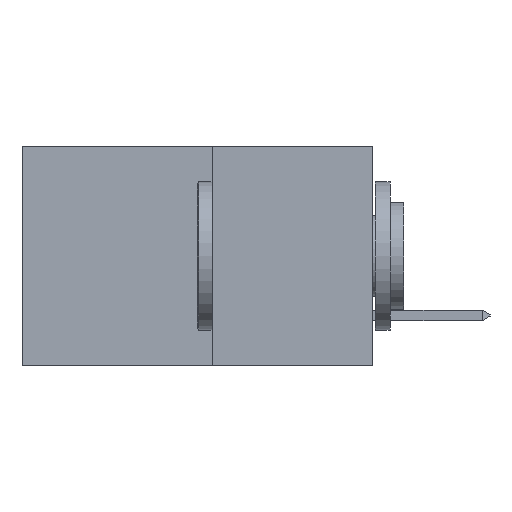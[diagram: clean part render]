
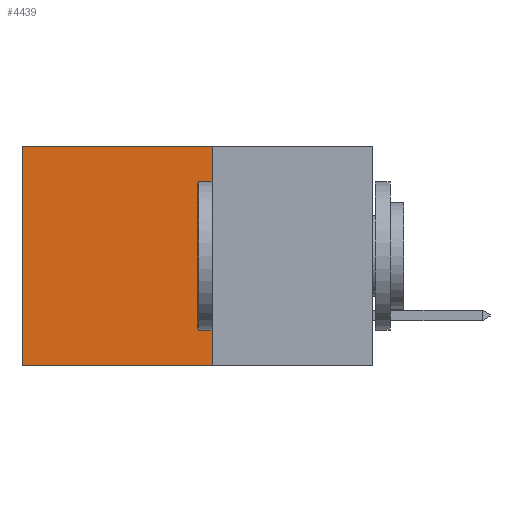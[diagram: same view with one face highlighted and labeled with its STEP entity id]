
A CAD part, left-side view. The second image highlights one B-rep face of the part: STEP entity #4439.
In plain terms, the highlighted planar face has unit normal (-1, 0, 0).
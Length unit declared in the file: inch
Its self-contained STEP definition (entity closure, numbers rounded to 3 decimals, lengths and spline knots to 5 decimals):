
#315 = CARTESIAN_POINT ( 'NONE',  ( 0.277, 0.27, -0.37 ) ) ;
#623 = LINE ( 'NONE', #4593, #3464 ) ;
#721 = LINE ( 'NONE', #5760, #7838 ) ;
#883 = CARTESIAN_POINT ( 'NONE',  ( 0.277, 0.27, -0.37 ) ) ;
#893 = DIRECTION ( 'NONE',  ( 0., 0., -1. ) ) ;
#1075 = VERTEX_POINT ( 'NONE', #4308 ) ;
#1726 = DIRECTION ( 'NONE',  ( 0., 1., 0. ) ) ;
#1757 = FACE_OUTER_BOUND ( 'NONE', #3340, .T. ) ;
#1943 = EDGE_CURVE ( 'NONE', #1075, #6529, #623, .T. ) ;
#2095 = ORIENTED_EDGE ( 'NONE', *, *, #8615, .T. ) ;
#2661 = DIRECTION ( 'NONE',  ( 0., 0., -1. ) ) ;
#2946 = CARTESIAN_POINT ( 'NONE',  ( 0.277, 0.59, -0.37 ) ) ;
#3340 = EDGE_LOOP ( 'NONE', ( #2095, #7805, #7993, #8226 ) ) ;
#3464 = VECTOR ( 'NONE', #6055, 39.37008 ) ;
#3485 = CARTESIAN_POINT ( 'NONE',  ( 0.277, 0.59, 0. ) ) ;
#4061 = CARTESIAN_POINT ( 'NONE',  ( 0.277, 0.27, -0.37 ) ) ;
#4308 = CARTESIAN_POINT ( 'NONE',  ( 0.277, 0.27, 0. ) ) ;
#4439 = ADVANCED_FACE ( 'NONE', ( #1757 ), #5376, .F. ) ;
#4555 = VECTOR ( 'NONE', #1726, 39.37008 ) ;
#4593 = CARTESIAN_POINT ( 'NONE',  ( 0.277, 0.27, 0. ) ) ;
#4654 = VECTOR ( 'NONE', #2661, 39.37008 ) ;
#5167 = DIRECTION ( 'NONE',  ( 0., 0., -1. ) ) ;
#5182 = VERTEX_POINT ( 'NONE', #2946 ) ;
#5376 = PLANE ( 'NONE',  #8949 ) ;
#5393 = DIRECTION ( 'NONE',  ( 1., 0., 0. ) ) ;
#5405 = CARTESIAN_POINT ( 'NONE',  ( 0.277, 0.27, -0.37 ) ) ;
#5760 = CARTESIAN_POINT ( 'NONE',  ( 0.277, 0.59, -0.37 ) ) ;
#6055 = DIRECTION ( 'NONE',  ( 0., 1., 0. ) ) ;
#6529 = VERTEX_POINT ( 'NONE', #3485 ) ;
#6876 = EDGE_CURVE ( 'NONE', #1075, #7393, #8267, .T. ) ;
#7393 = VERTEX_POINT ( 'NONE', #883 ) ;
#7805 = ORIENTED_EDGE ( 'NONE', *, *, #8750, .F. ) ;
#7838 = VECTOR ( 'NONE', #893, 39.37008 ) ;
#7993 = ORIENTED_EDGE ( 'NONE', *, *, #6876, .F. ) ;
#8226 = ORIENTED_EDGE ( 'NONE', *, *, #1943, .T. ) ;
#8267 = LINE ( 'NONE', #4061, #4654 ) ;
#8377 = LINE ( 'NONE', #315, #4555 ) ;
#8615 = EDGE_CURVE ( 'NONE', #6529, #5182, #721, .T. ) ;
#8750 = EDGE_CURVE ( 'NONE', #7393, #5182, #8377, .T. ) ;
#8949 = AXIS2_PLACEMENT_3D ( 'NONE', #5405, #5393, #5167 ) ;
